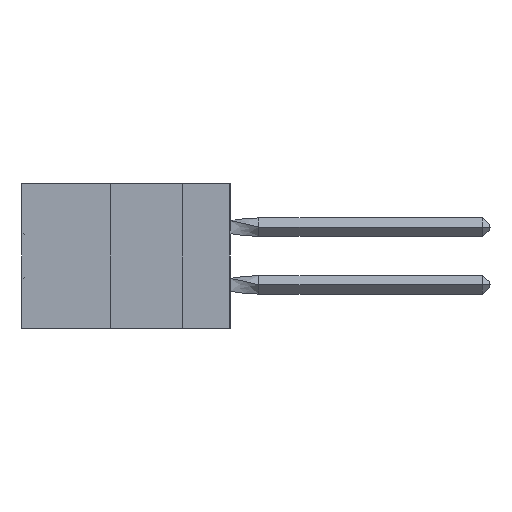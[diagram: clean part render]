
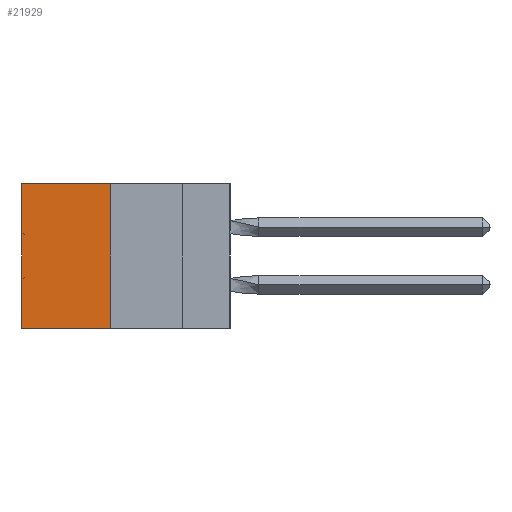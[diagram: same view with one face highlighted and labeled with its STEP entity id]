
A CAD part, left-side view. The second image highlights one B-rep face of the part: STEP entity #21929.
In plain terms, the highlighted planar face has unit normal (-1, 0, 0).
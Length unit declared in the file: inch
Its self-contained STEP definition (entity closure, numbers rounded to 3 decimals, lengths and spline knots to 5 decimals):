
#2404 = DIRECTION ( 'NONE',  ( 0., 1., 0. ) ) ;
#2506 = EDGE_CURVE ( 'NONE', #40129, #43946, #4022, .T. ) ;
#4022 = LINE ( 'NONE', #22463, #8375 ) ;
#5085 = CARTESIAN_POINT ( 'NONE',  ( 0.305, 0.413, -0.5 ) ) ;
#5770 = FACE_OUTER_BOUND ( 'NONE', #29441, .T. ) ;
#7622 = ORIENTED_EDGE ( 'NONE', *, *, #9948, .F. ) ;
#8375 = VECTOR ( 'NONE', #2404, 39.37008 ) ;
#8688 = LINE ( 'NONE', #44129, #39059 ) ;
#9707 = EDGE_CURVE ( 'NONE', #33766, #49317, #8688, .T. ) ;
#9948 = EDGE_CURVE ( 'NONE', #33766, #40129, #32160, .T. ) ;
#16271 = CARTESIAN_POINT ( 'NONE',  ( 0.305, 0.72, 0. ) ) ;
#18048 = LINE ( 'NONE', #35055, #41684 ) ;
#20269 = ORIENTED_EDGE ( 'NONE', *, *, #46372, .T. ) ;
#21929 = ADVANCED_FACE ( 'NONE', ( #5770 ), #22524, .F. ) ;
#22463 = CARTESIAN_POINT ( 'NONE',  ( 0.305, 0.413, -0.5 ) ) ;
#22524 = PLANE ( 'NONE',  #32077 ) ;
#24470 = DIRECTION ( 'NONE',  ( 0., 0., -1. ) ) ;
#29441 = EDGE_LOOP ( 'NONE', ( #20269, #37331, #7622, #45747 ) ) ;
#32077 = AXIS2_PLACEMENT_3D ( 'NONE', #50159, #46879, #50322 ) ;
#32160 = LINE ( 'NONE', #36776, #44636 ) ;
#33606 = CARTESIAN_POINT ( 'NONE',  ( 0.305, 0.72, -0.5 ) ) ;
#33766 = VERTEX_POINT ( 'NONE', #48094 ) ;
#35055 = CARTESIAN_POINT ( 'NONE',  ( 0.305, 0.72, -0.5 ) ) ;
#36776 = CARTESIAN_POINT ( 'NONE',  ( 0.305, 0.413, -0.5 ) ) ;
#37331 = ORIENTED_EDGE ( 'NONE', *, *, #2506, .F. ) ;
#39059 = VECTOR ( 'NONE', #48466, 39.37008 ) ;
#39070 = DIRECTION ( 'NONE',  ( 0., 0., -1. ) ) ;
#40129 = VERTEX_POINT ( 'NONE', #5085 ) ;
#41684 = VECTOR ( 'NONE', #39070, 39.37008 ) ;
#43946 = VERTEX_POINT ( 'NONE', #33606 ) ;
#44129 = CARTESIAN_POINT ( 'NONE',  ( 0.305, 0.413, 0. ) ) ;
#44636 = VECTOR ( 'NONE', #24470, 39.37008 ) ;
#45747 = ORIENTED_EDGE ( 'NONE', *, *, #9707, .T. ) ;
#46372 = EDGE_CURVE ( 'NONE', #49317, #43946, #18048, .T. ) ;
#46879 = DIRECTION ( 'NONE',  ( 1., 0., 0. ) ) ;
#48094 = CARTESIAN_POINT ( 'NONE',  ( 0.305, 0.413, 0. ) ) ;
#48466 = DIRECTION ( 'NONE',  ( 0., 1., 0. ) ) ;
#49317 = VERTEX_POINT ( 'NONE', #16271 ) ;
#50159 = CARTESIAN_POINT ( 'NONE',  ( 0.305, 0.413, -0.5 ) ) ;
#50322 = DIRECTION ( 'NONE',  ( 0., 0., -1. ) ) ;
